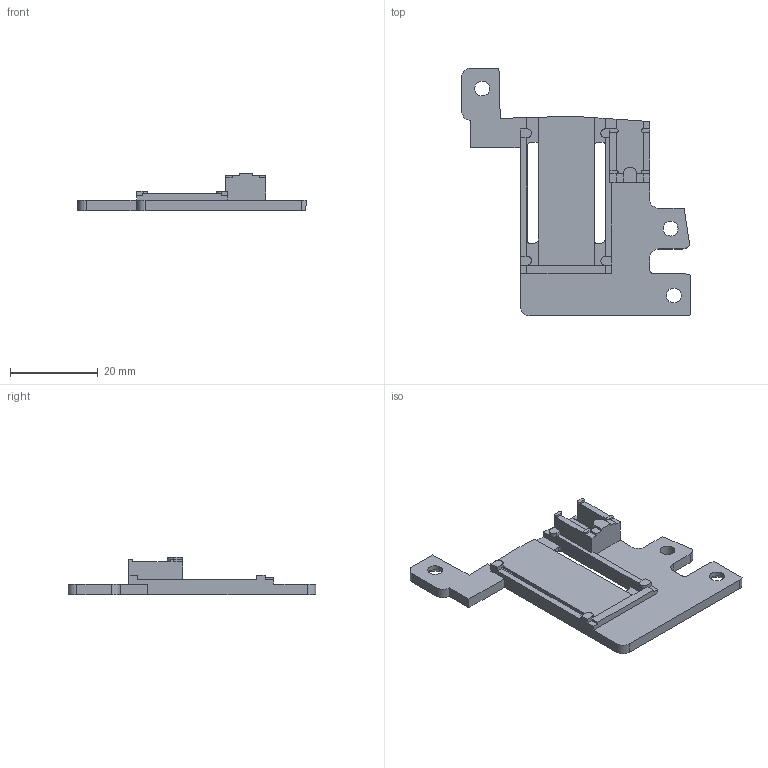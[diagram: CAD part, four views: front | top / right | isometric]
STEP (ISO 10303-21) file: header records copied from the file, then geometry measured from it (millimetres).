
FILE_DESCRIPTION(/* description */ ('STEP AP242','CAx-IF Rec.Pracs.---Representation and Presentation of Product Manufacturing Information (PMI)---4.0---2014-10-13','CAx-IF Rec.Pracs.---3D Tessellated Geometry---0.4---2014-09-14','2;1'),/* implementation_level */ '2;1');
FILE_NAME(/* name */ '66c98b1e14ce33349ed0c603',/* time_stamp */ '2024-08-24T07:26:23Z',/* author */ (''),/* organization */ (''),/* preprocessor_version */ 'ST-DEVELOPER v20',/* originating_system */ ' ',/* authorisation */ ' ');
FILE_SCHEMA (('AP242_MANAGED_MODEL_BASED_3D_ENGINEERING_MIM_LF { 1 0 10303 442 1 1 4 }'));
Length unit declared in the file: metre
Products named in the file (1): Microcontroller Holder
Bounding box: 52.01 x 56.46 x 8.5 mm (x, y, z)
Volume: 3627.1 mm3; surface area: 4460.6 mm2
Topology: 1 solids, 1 shells, 138 faces, 401 edges, 263 vertices
Faces by surface type: plane 102, cylinder 30, bspline 4, cone 2
Full cylindrical faces by diameter (mm): 3.4 x3
Entity records: 4777 total; most frequent: CARTESIAN_POINT 1086, ORIENTED_EDGE 792, DIRECTION 725, EDGE_CURVE 396, LINE 305, VECTOR 305, VERTEX_POINT 263, AXIS2_PLACEMENT_3D 210
